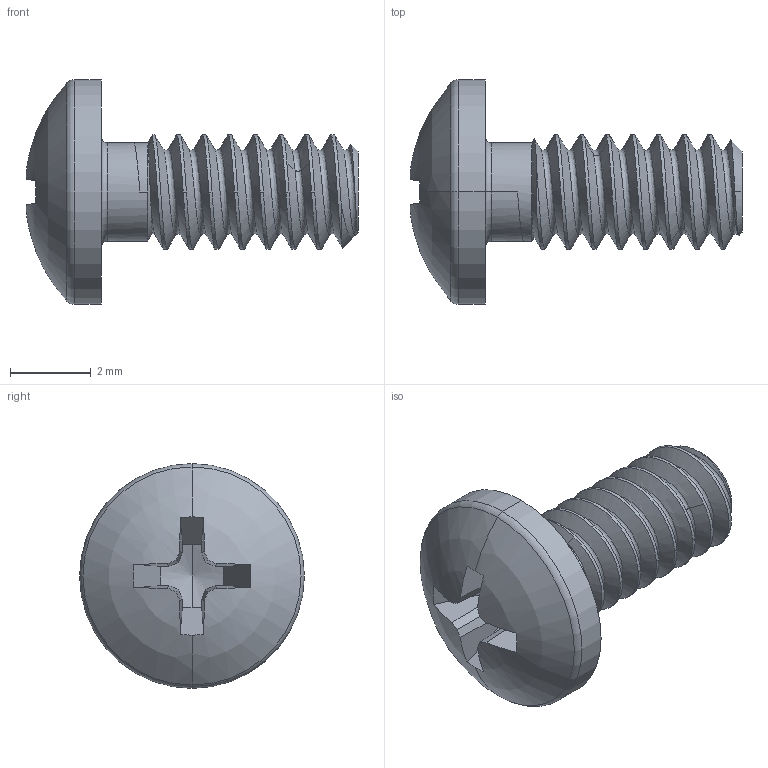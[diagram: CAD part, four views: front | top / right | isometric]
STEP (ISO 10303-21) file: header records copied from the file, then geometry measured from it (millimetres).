
FILE_DESCRIPTION((''),'2;1');
FILE_NAME('001_MSC_PAN_HEAD_ASM','2019-06-28T',('Admin'),(''),'PRO/ENGINEER BY PARAMETRIC TECHNOLOGY CORPORATION, 2016240','PRO/ENGINEER BY PARAMETRIC TECHNOLOGY CORPORATION, 2016240','');
FILE_SCHEMA(('AUTOMOTIVE_DESIGN { 1 0 10303 214 1 1 1 1 }'));
Length unit declared in the file: inch
Products named in the file (2): MSC_PAN_HEAD_AF0; 001_MSC_PAN_HEAD_ASM
Assembly tree (1 placements, depth 2):
  001_MSC_PAN_HEAD_ASM
    MSC_PAN_HEAD_AF0
Bounding box: 8.22 x 5.56 x 5.56 mm (x, y, z)
Volume: 59.4 mm3; surface area: 150.6 mm2
Topology: 1 solids, 1 shells, 61 faces, 179 edges, 119 vertices
Faces by surface type: plane 22, cylinder 18, bspline 9, cone 6, torus 4, sphere 2
Entity records: 13751 total; most frequent: CARTESIAN_POINT 8901, PROPERTY_DEFINITION 613, REPRESENTATION 612, PROPERTY_DEFINITION_REPRESENTATION 612, GENERAL_PROPERTY 424, GENERAL_PROPERTY_ASSOCIATION 424, DESCRIPTIVE_REPRESENTATION_ITEM 424, ORIENTED_EDGE 354
